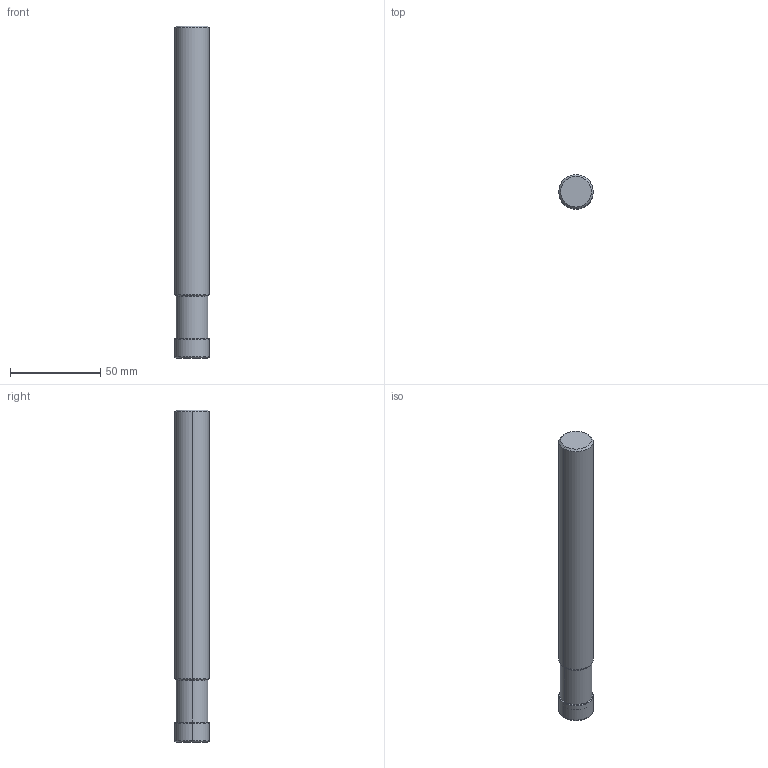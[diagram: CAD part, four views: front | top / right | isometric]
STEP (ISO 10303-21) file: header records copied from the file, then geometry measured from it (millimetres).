
FILE_DESCRIPTION(/* description */ (''),/* implementation_level */ '2;1');
FILE_NAME(/* name */ 'APX3000UR122SA12LA_IR0_031.stp',/* time_stamp */ '2021-09-08T11:46:21+09:00',/* author */ (''),/* organization */ (''),/* preprocessor_version */ 'ST-DEVELOPER v16',/* originating_system */ 'SIEMENS PLM Software NX 10.0',/* authorisation */ '');
FILE_SCHEMA (('AUTOMOTIVE_DESIGN { 1 0 10303 214 3 1 1 1 }'));
Length unit declared in the file: millimetre
Products named in the file (1): APX3000UR122SA12LA_IR0_031_ASM
Bounding box: 19.05 x 19.05 x 184.15 mm (x, y, z)
Volume: 53601.7 mm3; surface area: 12663.9 mm2
Topology: 2 solids, 2 shells, 54 faces, 137 edges, 107 vertices
Faces by surface type: torus 28, cone 12, plane 6, cylinder 6, bspline 2
Entity records: 1884 total; most frequent: DIRECTION 377, CARTESIAN_POINT 333, ORIENTED_EDGE 244, AXIS2_PLACEMENT_3D 177, EDGE_CURVE 122, CIRCLE 114, VERTEX_POINT 74, EDGE_LOOP 58
